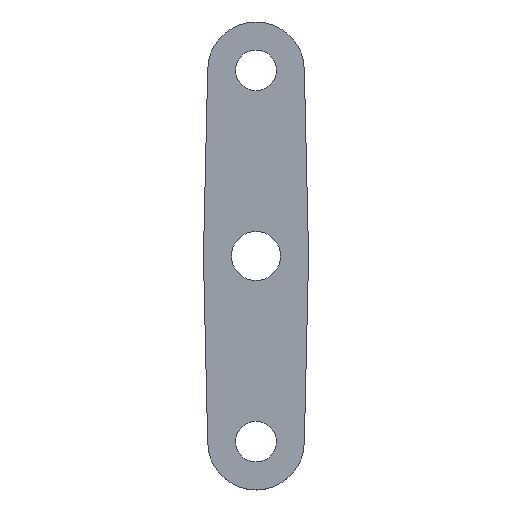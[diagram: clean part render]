
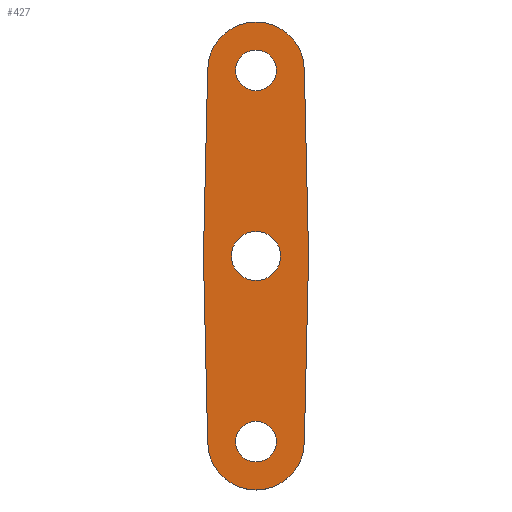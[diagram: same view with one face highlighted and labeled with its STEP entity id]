
A CAD part, top view. The second image highlights one B-rep face of the part: STEP entity #427.
In plain terms, the highlighted planar face has unit normal (0, 0, 1).
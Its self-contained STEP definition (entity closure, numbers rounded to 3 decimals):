
#8 = VERTEX_POINT ( 'NONE', #34 ) ;
#11 = DIRECTION ( 'NONE',  ( -1., 0., 0. ) ) ;
#12 = CIRCLE ( 'NONE', #361, 3.75 ) ;
#13 = VERTEX_POINT ( 'NONE', #165 ) ;
#14 = LINE ( 'NONE', #506, #583 ) ;
#15 = DIRECTION ( 'NONE',  ( 1., 0., 0. ) ) ;
#20 = ORIENTED_EDGE ( 'NONE', *, *, #293, .F. ) ;
#33 = CIRCLE ( 'NONE', #564, 1.75 ) ;
#34 = CARTESIAN_POINT ( 'NONE',  ( -3.449, -13.328, 0.5 ) ) ;
#40 = CARTESIAN_POINT ( 'NONE',  ( 0., 0., 0.5 ) ) ;
#43 = CARTESIAN_POINT ( 'NONE',  ( -1.45, 13.25, 0.5 ) ) ;
#46 = CARTESIAN_POINT ( 'NONE',  ( 0., 0., 0.5 ) ) ;
#48 = DIRECTION ( 'NONE',  ( 0., 0., 1. ) ) ;
#50 = DIRECTION ( 'NONE',  ( 0., 0., 1. ) ) ;
#61 = DIRECTION ( 'NONE',  ( -1., 0., 0. ) ) ;
#72 = VERTEX_POINT ( 'NONE', #299 ) ;
#76 = CARTESIAN_POINT ( 'NONE',  ( 0., 13.25, 0.5 ) ) ;
#96 = VERTEX_POINT ( 'NONE', #556 ) ;
#98 = CARTESIAN_POINT ( 'NONE',  ( -3.449, 13.328, 0.5 ) ) ;
#101 = AXIS2_PLACEMENT_3D ( 'NONE', #467, #111, #334 ) ;
#104 = DIRECTION ( 'NONE',  ( 1., 0., 0. ) ) ;
#108 = DIRECTION ( 'NONE',  ( 0.023, -1., 0. ) ) ;
#111 = DIRECTION ( 'NONE',  ( 0., 0., 1. ) ) ;
#112 = CIRCLE ( 'NONE', #142, 3.45 ) ;
#114 = ORIENTED_EDGE ( 'NONE', *, *, #231, .F. ) ;
#117 = AXIS2_PLACEMENT_3D ( 'NONE', #236, #48, #240 ) ;
#127 = FACE_OUTER_BOUND ( 'NONE', #287, .T. ) ;
#134 = VERTEX_POINT ( 'NONE', #365 ) ;
#137 = FACE_BOUND ( 'NONE', #321, .T. ) ;
#142 = AXIS2_PLACEMENT_3D ( 'NONE', #324, #414, #11 ) ;
#144 = DIRECTION ( 'NONE',  ( -0.023, -1., 0. ) ) ;
#145 = ORIENTED_EDGE ( 'NONE', *, *, #395, .F. ) ;
#150 = DIRECTION ( 'NONE',  ( -0.023, 1., 0. ) ) ;
#155 = EDGE_CURVE ( 'NONE', #436, #383, #356, .T. ) ;
#158 = DIRECTION ( 'NONE',  ( 0., 0., 1. ) ) ;
#162 = EDGE_CURVE ( 'NONE', #96, #478, #527, .T. ) ;
#165 = CARTESIAN_POINT ( 'NONE',  ( 3.749, -0.085, 0.5 ) ) ;
#166 = ORIENTED_EDGE ( 'NONE', *, *, #337, .T. ) ;
#173 = ORIENTED_EDGE ( 'NONE', *, *, #250, .F. ) ;
#176 = CARTESIAN_POINT ( 'NONE',  ( -1.75, 0., 0.5 ) ) ;
#179 = CIRCLE ( 'NONE', #553, 1.45 ) ;
#182 = VERTEX_POINT ( 'NONE', #405 ) ;
#183 = CARTESIAN_POINT ( 'NONE',  ( 3.449, -13.328, 0.5 ) ) ;
#185 = DIRECTION ( 'NONE',  ( 0., 0., 1. ) ) ;
#190 = CARTESIAN_POINT ( 'NONE',  ( 0., -13.25, 0.5 ) ) ;
#196 = DIRECTION ( 'NONE',  ( -1., 0., 0. ) ) ;
#204 = CARTESIAN_POINT ( 'NONE',  ( 0., 0., 0.5 ) ) ;
#209 = AXIS2_PLACEMENT_3D ( 'NONE', #319, #454, #541 ) ;
#214 = CIRCLE ( 'NONE', #387, 1.45 ) ;
#216 = ORIENTED_EDGE ( 'NONE', *, *, #332, .T. ) ;
#219 = FACE_BOUND ( 'NONE', #563, .T. ) ;
#223 = CARTESIAN_POINT ( 'NONE',  ( 0., 13.25, 0.5 ) ) ;
#227 = ORIENTED_EDGE ( 'NONE', *, *, #459, .T. ) ;
#231 = EDGE_CURVE ( 'NONE', #511, #479, #179, .T. ) ;
#236 = CARTESIAN_POINT ( 'NONE',  ( 0., 13.25, 0.5 ) ) ;
#240 = DIRECTION ( 'NONE',  ( 1., 0., 0. ) ) ;
#244 = CARTESIAN_POINT ( 'NONE',  ( 1.75, 0., 0.5 ) ) ;
#246 = CARTESIAN_POINT ( 'NONE',  ( 3.449, 13.328, 0.5 ) ) ;
#250 = EDGE_CURVE ( 'NONE', #458, #349, #472, .T. ) ;
#256 = ORIENTED_EDGE ( 'NONE', *, *, #269, .T. ) ;
#260 = CARTESIAN_POINT ( 'NONE',  ( -3.75, 0., 0.5 ) ) ;
#261 = CIRCLE ( 'NONE', #417, 1.45 ) ;
#264 = DIRECTION ( 'NONE',  ( 0., 0., 1. ) ) ;
#269 = EDGE_CURVE ( 'NONE', #13, #310, #545, .T. ) ;
#285 = CARTESIAN_POINT ( 'NONE',  ( -3.449, 13.328, 0.5 ) ) ;
#286 = AXIS2_PLACEMENT_3D ( 'NONE', #46, #50, #464 ) ;
#287 = EDGE_LOOP ( 'NONE', ( #514, #340, #504, #443, #216, #304, #227, #256, #166 ) ) ;
#291 = DIRECTION ( 'NONE',  ( 0., 0., 1. ) ) ;
#292 = VECTOR ( 'NONE', #150, 1000. ) ;
#293 = EDGE_CURVE ( 'NONE', #479, #511, #261, .T. ) ;
#299 = CARTESIAN_POINT ( 'NONE',  ( -3.749, -0.085, 0.5 ) ) ;
#304 = ORIENTED_EDGE ( 'NONE', *, *, #379, .T. ) ;
#310 = VERTEX_POINT ( 'NONE', #465 ) ;
#314 = CARTESIAN_POINT ( 'NONE',  ( 3.449, 13.328, 0.5 ) ) ;
#319 = CARTESIAN_POINT ( 'NONE',  ( 0., 13.25, 0.5 ) ) ;
#321 = EDGE_LOOP ( 'NONE', ( #20, #114 ) ) ;
#324 = CARTESIAN_POINT ( 'NONE',  ( 0., -13.25, 0.5 ) ) ;
#325 = VECTOR ( 'NONE', #144, 1000. ) ;
#332 = EDGE_CURVE ( 'NONE', #72, #8, #14, .T. ) ;
#334 = DIRECTION ( 'NONE',  ( 1., 0., 0. ) ) ;
#336 = AXIS2_PLACEMENT_3D ( 'NONE', #544, #291, #15 ) ;
#337 = EDGE_CURVE ( 'NONE', #310, #436, #412, .T. ) ;
#338 = EDGE_CURVE ( 'NONE', #478, #72, #12, .T. ) ;
#340 = ORIENTED_EDGE ( 'NONE', *, *, #497, .T. ) ;
#349 = VERTEX_POINT ( 'NONE', #244 ) ;
#350 = DIRECTION ( 'NONE',  ( 0., 0., 1. ) ) ;
#351 = ORIENTED_EDGE ( 'NONE', *, *, #558, .F. ) ;
#352 = LINE ( 'NONE', #183, #574 ) ;
#355 = DIRECTION ( 'NONE',  ( 1., 0., 0. ) ) ;
#356 = CIRCLE ( 'NONE', #209, 3.45 ) ;
#361 = AXIS2_PLACEMENT_3D ( 'NONE', #204, #367, #104 ) ;
#365 = CARTESIAN_POINT ( 'NONE',  ( 3.449, -13.328, 0.5 ) ) ;
#367 = DIRECTION ( 'NONE',  ( 0., 0., 1. ) ) ;
#379 = EDGE_CURVE ( 'NONE', #8, #134, #112, .T. ) ;
#383 = VERTEX_POINT ( 'NONE', #285 ) ;
#387 = AXIS2_PLACEMENT_3D ( 'NONE', #223, #350, #355 ) ;
#391 = DIRECTION ( 'NONE',  ( 1., 0., 0. ) ) ;
#395 = EDGE_CURVE ( 'NONE', #349, #458, #33, .T. ) ;
#401 = ORIENTED_EDGE ( 'NONE', *, *, #420, .F. ) ;
#405 = CARTESIAN_POINT ( 'NONE',  ( 1.45, 13.25, 0.5 ) ) ;
#412 = LINE ( 'NONE', #246, #292 ) ;
#414 = DIRECTION ( 'NONE',  ( 0., 0., 1. ) ) ;
#417 = AXIS2_PLACEMENT_3D ( 'NONE', #507, #158, #61 ) ;
#420 = EDGE_CURVE ( 'NONE', #182, #468, #214, .T. ) ;
#427 = ADVANCED_FACE ( 'NONE', ( #433, #127, #219, #137 ), #490, .T. ) ;
#433 = FACE_BOUND ( 'NONE', #525, .T. ) ;
#436 = VERTEX_POINT ( 'NONE', #314 ) ;
#441 = CARTESIAN_POINT ( 'NONE',  ( -1.45, -13.25, 0.5 ) ) ;
#443 = ORIENTED_EDGE ( 'NONE', *, *, #338, .T. ) ;
#444 = LINE ( 'NONE', #98, #325 ) ;
#454 = DIRECTION ( 'NONE',  ( 0., 0., 1. ) ) ;
#458 = VERTEX_POINT ( 'NONE', #176 ) ;
#459 = EDGE_CURVE ( 'NONE', #134, #13, #352, .T. ) ;
#464 = DIRECTION ( 'NONE',  ( 1., 0., 0. ) ) ;
#465 = CARTESIAN_POINT ( 'NONE',  ( 3.749, 0.085, 0.5 ) ) ;
#466 = AXIS2_PLACEMENT_3D ( 'NONE', #76, #483, #391 ) ;
#467 = CARTESIAN_POINT ( 'NONE',  ( 0., 0., 0.5 ) ) ;
#468 = VERTEX_POINT ( 'NONE', #43 ) ;
#472 = CIRCLE ( 'NONE', #101, 1.75 ) ;
#478 = VERTEX_POINT ( 'NONE', #260 ) ;
#479 = VERTEX_POINT ( 'NONE', #441 ) ;
#483 = DIRECTION ( 'NONE',  ( 0., 0., 1. ) ) ;
#490 = PLANE ( 'NONE',  #466 ) ;
#493 = CARTESIAN_POINT ( 'NONE',  ( 1.45, -13.25, 0.5 ) ) ;
#497 = EDGE_CURVE ( 'NONE', #383, #96, #444, .T. ) ;
#504 = ORIENTED_EDGE ( 'NONE', *, *, #162, .T. ) ;
#506 = CARTESIAN_POINT ( 'NONE',  ( -3.449, -13.328, 0.5 ) ) ;
#507 = CARTESIAN_POINT ( 'NONE',  ( 0., -13.25, 0.5 ) ) ;
#511 = VERTEX_POINT ( 'NONE', #493 ) ;
#514 = ORIENTED_EDGE ( 'NONE', *, *, #155, .T. ) ;
#525 = EDGE_LOOP ( 'NONE', ( #351, #401 ) ) ;
#527 = CIRCLE ( 'NONE', #286, 3.75 ) ;
#530 = DIRECTION ( 'NONE',  ( 1., 0., 0. ) ) ;
#541 = DIRECTION ( 'NONE',  ( 1., 0., 0. ) ) ;
#542 = CIRCLE ( 'NONE', #117, 1.45 ) ;
#544 = CARTESIAN_POINT ( 'NONE',  ( 0., 0., 0.5 ) ) ;
#545 = CIRCLE ( 'NONE', #336, 3.75 ) ;
#553 = AXIS2_PLACEMENT_3D ( 'NONE', #190, #185, #196 ) ;
#556 = CARTESIAN_POINT ( 'NONE',  ( -3.749, 0.085, 0.5 ) ) ;
#558 = EDGE_CURVE ( 'NONE', #468, #182, #542, .T. ) ;
#563 = EDGE_LOOP ( 'NONE', ( #173, #145 ) ) ;
#564 = AXIS2_PLACEMENT_3D ( 'NONE', #40, #264, #530 ) ;
#568 = DIRECTION ( 'NONE',  ( 0.023, 1., 0. ) ) ;
#574 = VECTOR ( 'NONE', #568, 1000. ) ;
#583 = VECTOR ( 'NONE', #108, 1000. ) ;
